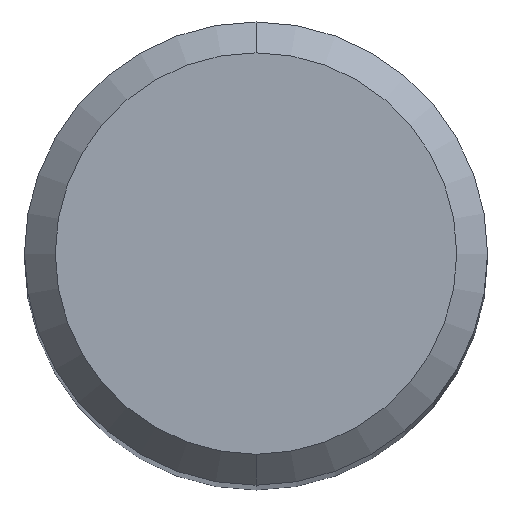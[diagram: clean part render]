
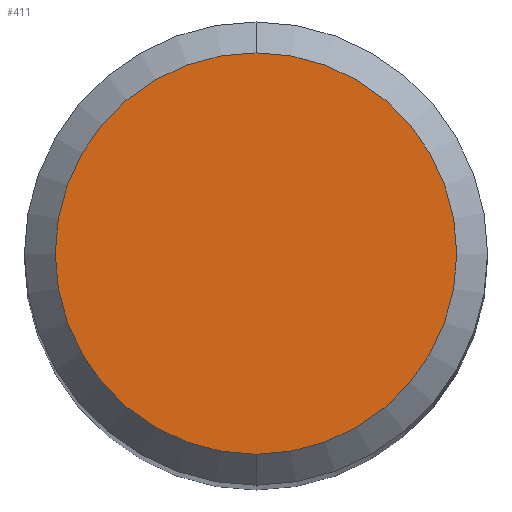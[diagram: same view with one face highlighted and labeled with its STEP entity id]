
A CAD part, top view. The second image highlights one B-rep face of the part: STEP entity #411.
In plain terms, the highlighted planar face has unit normal (0, 0, 1).
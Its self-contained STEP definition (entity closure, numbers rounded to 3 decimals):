
#215=EDGE_CURVE('',#225,#439,#509,.T.);
#225=VERTEX_POINT('',#520);
#385=EDGE_CURVE('',#439,#225,#696,.T.);
#411=ADVANCED_FACE('',(#726),#727,.T.);
#439=VERTEX_POINT('',#757);
#509=CIRCLE('',#896,2.6);
#520=CARTESIAN_POINT('',(0.,-2.6,0.0));
#696=CIRCLE('',#1250,2.6);
#726=FACE_OUTER_BOUND('',#1312,.T.);
#727=PLANE('',#1313);
#757=CARTESIAN_POINT('',(0.0,2.6,0.0));
#896=AXIS2_PLACEMENT_3D('',#1413,#1414,#1415);
#1250=AXIS2_PLACEMENT_3D('',#1631,#1632,#1633);
#1312=EDGE_LOOP('',(#1680,#1681));
#1313=AXIS2_PLACEMENT_3D('',#1682,#1683,#1684);
#1413=CARTESIAN_POINT('',(0.0,0.0,0.0));
#1414=DIRECTION('',(0.0,0.0,-1.0));
#1415=DIRECTION('',(0.0,1.0,0.0));
#1631=CARTESIAN_POINT('',(0.0,0.0,0.0));
#1632=DIRECTION('',(0.0,0.0,-1.0));
#1633=DIRECTION('',(0.0,1.0,0.0));
#1680=ORIENTED_EDGE('',*,*,#385,.F.);
#1681=ORIENTED_EDGE('',*,*,#215,.F.);
#1682=CARTESIAN_POINT('',(0.0,1.3,0.0));
#1683=DIRECTION('',(-0.0,0.0,1.0));
#1684=DIRECTION('',(0.0,-1.0,0.0));
